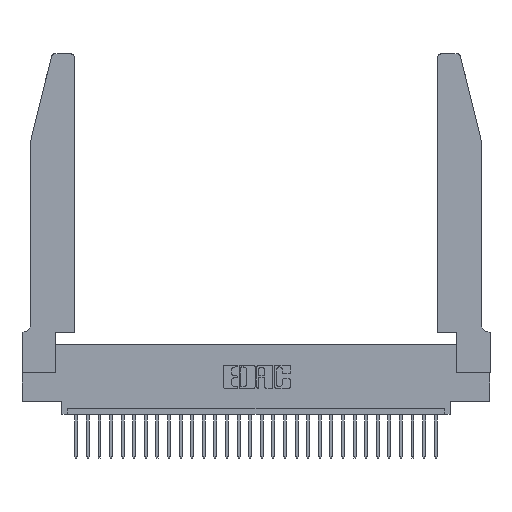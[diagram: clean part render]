
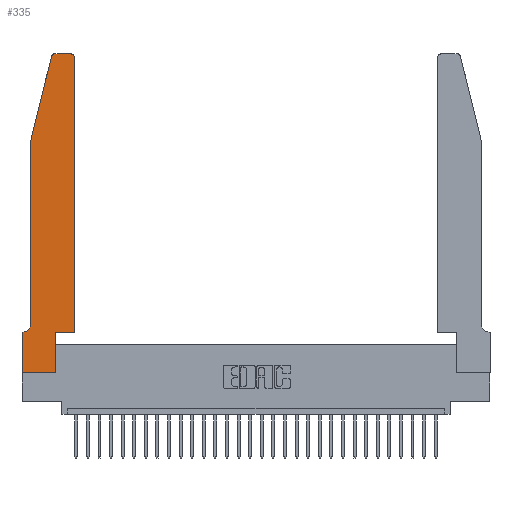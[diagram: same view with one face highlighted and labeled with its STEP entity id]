
A CAD part, top view. The second image highlights one B-rep face of the part: STEP entity #335.
In plain terms, the highlighted planar face has unit normal (0, 0, 1).
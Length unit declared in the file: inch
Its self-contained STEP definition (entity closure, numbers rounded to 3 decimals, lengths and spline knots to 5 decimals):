
#48 = CARTESIAN_POINT ( 'NONE',  ( 0., 0.35, 0.37 ) ) ;
#335 = ADVANCED_FACE ( 'NONE', ( #22286 ), #2404, .T. ) ;
#704 = ORIENTED_EDGE ( 'NONE', *, *, #2263, .T. ) ;
#797 = VECTOR ( 'NONE', #22108, 39.37008 ) ;
#1493 = VECTOR ( 'NONE', #18096, 39.37008 ) ;
#1920 = DIRECTION ( 'NONE',  ( 0., 1., 0. ) ) ;
#2263 = EDGE_CURVE ( 'NONE', #23567, #9164, #16702, .T. ) ;
#2404 = PLANE ( 'NONE',  #15993 ) ;
#2414 = EDGE_CURVE ( 'NONE', #2967, #13344, #24315, .T. ) ;
#2570 = LINE ( 'NONE', #12172, #1493 ) ;
#2579 = DIRECTION ( 'NONE',  ( 0., 0., -1. ) ) ;
#2930 = ORIENTED_EDGE ( 'NONE', *, *, #17322, .T. ) ;
#2967 = VERTEX_POINT ( 'NONE', #28357 ) ;
#3435 = AXIS2_PLACEMENT_3D ( 'NONE', #23310, #2579, #28182 ) ;
#3447 = CARTESIAN_POINT ( 'NONE',  ( 0.2865, 0., 0.37 ) ) ;
#3535 = VERTEX_POINT ( 'NONE', #10439 ) ;
#3572 = EDGE_CURVE ( 'NONE', #13344, #3535, #18503, .T. ) ;
#3603 = VECTOR ( 'NONE', #1920, 39.37008 ) ;
#3669 = ORIENTED_EDGE ( 'NONE', *, *, #21111, .T. ) ;
#3678 = VECTOR ( 'NONE', #20096, 39.37008 ) ;
#3885 = VECTOR ( 'NONE', #28364, 39.37008 ) ;
#3953 = DIRECTION ( 'NONE',  ( 1., 0., 0. ) ) ;
#4823 = CARTESIAN_POINT ( 'NONE',  ( 0.25487, 2.72718, 0.37 ) ) ;
#4907 = AXIS2_PLACEMENT_3D ( 'NONE', #14290, #23811, #4965 ) ;
#4956 = VERTEX_POINT ( 'NONE', #17292 ) ;
#4965 = DIRECTION ( 'NONE',  ( 1., 0., 0. ) ) ;
#5353 = VECTOR ( 'NONE', #8129, 39.37008 ) ;
#5533 = ORIENTED_EDGE ( 'NONE', *, *, #19241, .T. ) ;
#5756 = CARTESIAN_POINT ( 'NONE',  ( 0.4505, 2.72, 0.37 ) ) ;
#5866 = EDGE_CURVE ( 'NONE', #11073, #23069, #22362, .T. ) ;
#6353 = VERTEX_POINT ( 'NONE', #25602 ) ;
#7154 = DIRECTION ( 'NONE',  ( 1., 0., 0. ) ) ;
#7298 = ORIENTED_EDGE ( 'NONE', *, *, #19818, .T. ) ;
#8129 = DIRECTION ( 'NONE',  ( -1., 0., 0. ) ) ;
#8210 = ORIENTED_EDGE ( 'NONE', *, *, #15349, .T. ) ;
#8376 = LINE ( 'NONE', #27732, #3603 ) ;
#8424 = CARTESIAN_POINT ( 'NONE',  ( 0.2605, 2.75, 0.37 ) ) ;
#8437 = LINE ( 'NONE', #9906, #15781 ) ;
#8581 = DIRECTION ( 'NONE',  ( 0., 0., 1. ) ) ;
#9164 = VERTEX_POINT ( 'NONE', #25235 ) ;
#9683 = VERTEX_POINT ( 'NONE', #15255 ) ;
#9899 = ORIENTED_EDGE ( 'NONE', *, *, #11633, .T. ) ;
#9906 = CARTESIAN_POINT ( 'NONE',  ( 0.0755, 2., 0.37 ) ) ;
#9928 = LINE ( 'NONE', #27219, #3678 ) ;
#10439 = CARTESIAN_POINT ( 'NONE',  ( 0.4205, 2.75, 0.37 ) ) ;
#11043 = CARTESIAN_POINT ( 'NONE',  ( 0., 0., 0.37 ) ) ;
#11073 = VERTEX_POINT ( 'NONE', #22107 ) ;
#11633 = EDGE_CURVE ( 'NONE', #3535, #11073, #17485, .T. ) ;
#12139 = ORIENTED_EDGE ( 'NONE', *, *, #5866, .T. ) ;
#12172 = CARTESIAN_POINT ( 'NONE',  ( 0.4505, 0.35, 0.37 ) ) ;
#13284 = LINE ( 'NONE', #29015, #797 ) ;
#13344 = VERTEX_POINT ( 'NONE', #5756 ) ;
#14280 = EDGE_CURVE ( 'NONE', #20397, #2967, #2570, .T. ) ;
#14290 = CARTESIAN_POINT ( 'NONE',  ( 0.284, 2.72, 0.37 ) ) ;
#14589 = DIRECTION ( 'NONE',  ( 0., 1., 0. ) ) ;
#15255 = CARTESIAN_POINT ( 'NONE',  ( 0., 0., 0.37 ) ) ;
#15349 = EDGE_CURVE ( 'NONE', #23069, #6353, #8437, .T. ) ;
#15781 = VECTOR ( 'NONE', #16508, 39.37008 ) ;
#15993 = AXIS2_PLACEMENT_3D ( 'NONE', #48, #28010, #7154 ) ;
#16508 = DIRECTION ( 'NONE',  ( -0.239, -0.971, 0. ) ) ;
#16702 = CIRCLE ( 'NONE', #3435, 0.07 ) ;
#16861 = AXIS2_PLACEMENT_3D ( 'NONE', #25043, #8581, #3953 ) ;
#17025 = VECTOR ( 'NONE', #29466, 39.37008 ) ;
#17044 = VECTOR ( 'NONE', #14589, 39.37008 ) ;
#17135 = LINE ( 'NONE', #24071, #3885 ) ;
#17292 = CARTESIAN_POINT ( 'NONE',  ( 0., 0.35, 0.37 ) ) ;
#17322 = EDGE_CURVE ( 'NONE', #9683, #25855, #17135, .T. ) ;
#17485 = LINE ( 'NONE', #8424, #5353 ) ;
#18096 = DIRECTION ( 'NONE',  ( 1., 0., 0. ) ) ;
#18503 = CIRCLE ( 'NONE', #16861, 0.03 ) ;
#19241 = EDGE_CURVE ( 'NONE', #4956, #9683, #23212, .T. ) ;
#19718 = CARTESIAN_POINT ( 'NONE',  ( 0.2865, 0.35, 0.37 ) ) ;
#19818 = EDGE_CURVE ( 'NONE', #6353, #23567, #13284, .T. ) ;
#20096 = DIRECTION ( 'NONE',  ( -1., 0., 0. ) ) ;
#20397 = VERTEX_POINT ( 'NONE', #19718 ) ;
#21111 = EDGE_CURVE ( 'NONE', #9164, #4956, #9928, .T. ) ;
#22107 = CARTESIAN_POINT ( 'NONE',  ( 0.284, 2.75, 0.37 ) ) ;
#22108 = DIRECTION ( 'NONE',  ( 0., -1., 0. ) ) ;
#22286 = FACE_OUTER_BOUND ( 'NONE', #27270, .T. ) ;
#22362 = CIRCLE ( 'NONE', #4907, 0.03 ) ;
#22502 = ORIENTED_EDGE ( 'NONE', *, *, #3572, .T. ) ;
#22543 = ORIENTED_EDGE ( 'NONE', *, *, #25542, .T. ) ;
#23069 = VERTEX_POINT ( 'NONE', #4823 ) ;
#23212 = LINE ( 'NONE', #11043, #17025 ) ;
#23310 = CARTESIAN_POINT ( 'NONE',  ( 0.0055, 0.42, 0.37 ) ) ;
#23567 = VERTEX_POINT ( 'NONE', #30146 ) ;
#23811 = DIRECTION ( 'NONE',  ( 0., 0., 1. ) ) ;
#24071 = CARTESIAN_POINT ( 'NONE',  ( 0., 0., 0.37 ) ) ;
#24315 = LINE ( 'NONE', #26143, #17044 ) ;
#25043 = CARTESIAN_POINT ( 'NONE',  ( 0.4205, 2.72, 0.37 ) ) ;
#25235 = CARTESIAN_POINT ( 'NONE',  ( 0.0055, 0.35, 0.37 ) ) ;
#25542 = EDGE_CURVE ( 'NONE', #25855, #20397, #8376, .T. ) ;
#25602 = CARTESIAN_POINT ( 'NONE',  ( 0.0755, 2., 0.37 ) ) ;
#25855 = VERTEX_POINT ( 'NONE', #3447 ) ;
#26143 = CARTESIAN_POINT ( 'NONE',  ( 0.4505, 0.35, 0.37 ) ) ;
#27219 = CARTESIAN_POINT ( 'NONE',  ( 0.0755, 0.35, 0.37 ) ) ;
#27270 = EDGE_LOOP ( 'NONE', ( #9899, #12139, #8210, #7298, #704, #3669, #5533, #2930, #22543, #29139, #29425, #22502 ) ) ;
#27732 = CARTESIAN_POINT ( 'NONE',  ( 0.2865, 0.35, 0.37 ) ) ;
#28010 = DIRECTION ( 'NONE',  ( 0., 0., 1. ) ) ;
#28182 = DIRECTION ( 'NONE',  ( -1., 0., 0. ) ) ;
#28357 = CARTESIAN_POINT ( 'NONE',  ( 0.4505, 0.35, 0.37 ) ) ;
#28364 = DIRECTION ( 'NONE',  ( 1., 0., 0. ) ) ;
#29015 = CARTESIAN_POINT ( 'NONE',  ( 0.0755, 2., 0.37 ) ) ;
#29139 = ORIENTED_EDGE ( 'NONE', *, *, #14280, .T. ) ;
#29425 = ORIENTED_EDGE ( 'NONE', *, *, #2414, .T. ) ;
#29466 = DIRECTION ( 'NONE',  ( 0., -1., 0. ) ) ;
#30146 = CARTESIAN_POINT ( 'NONE',  ( 0.0755, 0.42, 0.37 ) ) ;
